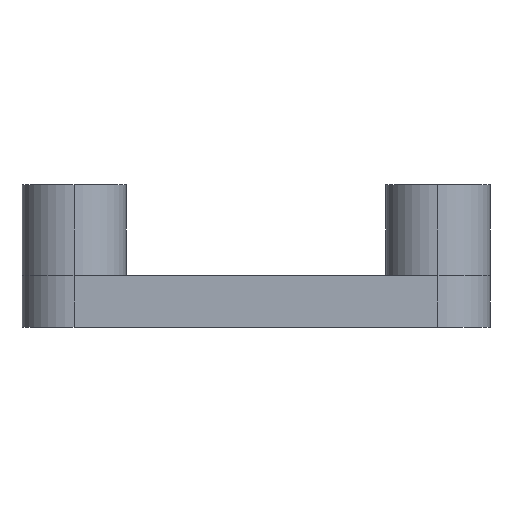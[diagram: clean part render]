
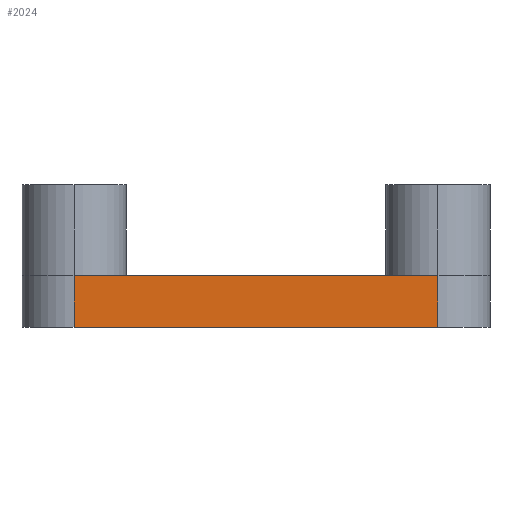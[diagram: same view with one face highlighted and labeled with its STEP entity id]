
A CAD part, left-side view. The second image highlights one B-rep face of the part: STEP entity #2024.
In plain terms, the highlighted planar face has unit normal (-1, 0, 0).
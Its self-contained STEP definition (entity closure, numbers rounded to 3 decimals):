
#95 = EDGE_CURVE ( 'NONE', #1829, #2171, #254, .T. ) ;
#254 = LINE ( 'NONE', #1917, #2962 ) ;
#354 = VERTEX_POINT ( 'NONE', #1235 ) ;
#372 = CARTESIAN_POINT ( 'NONE',  ( -70., -14., -24.391 ) ) ;
#453 = ORIENTED_EDGE ( 'NONE', *, *, #3440, .T. ) ;
#503 = DIRECTION ( 'NONE',  ( -1., 0., 0. ) ) ;
#540 = AXIS2_PLACEMENT_3D ( 'NONE', #1370, #503, #1604 ) ;
#570 = EDGE_LOOP ( 'NONE', ( #3234, #3343, #1799, #453 ) ) ;
#953 = CARTESIAN_POINT ( 'NONE',  ( -70., 14., -24.391 ) ) ;
#1122 = CARTESIAN_POINT ( 'NONE',  ( -70., -18., 38.812 ) ) ;
#1195 = LINE ( 'NONE', #372, #2161 ) ;
#1226 = VECTOR ( 'NONE', #1784, 1000. ) ;
#1227 = LINE ( 'NONE', #953, #1226 ) ;
#1235 = CARTESIAN_POINT ( 'NONE',  ( -70., 14., 38.812 ) ) ;
#1239 = CARTESIAN_POINT ( 'NONE',  ( -70., -14., 34.812 ) ) ;
#1370 = CARTESIAN_POINT ( 'NONE',  ( -70., -18., -24.391 ) ) ;
#1410 = LINE ( 'NONE', #1122, #1452 ) ;
#1452 = VECTOR ( 'NONE', #3412, 1000. ) ;
#1453 = VERTEX_POINT ( 'NONE', #3332 ) ;
#1604 = DIRECTION ( 'NONE',  ( 0., 0., 1. ) ) ;
#1635 = FACE_OUTER_BOUND ( 'NONE', #570, .T. ) ;
#1742 = EDGE_CURVE ( 'NONE', #354, #1829, #1227, .T. ) ;
#1784 = DIRECTION ( 'NONE',  ( 0., 0., -1. ) ) ;
#1799 = ORIENTED_EDGE ( 'NONE', *, *, #95, .T. ) ;
#1829 = VERTEX_POINT ( 'NONE', #2631 ) ;
#1917 = CARTESIAN_POINT ( 'NONE',  ( -70., -18., 34.812 ) ) ;
#2024 = ADVANCED_FACE ( 'NONE', ( #1635 ), #2764, .T. ) ;
#2161 = VECTOR ( 'NONE', #3463, 1000. ) ;
#2171 = VERTEX_POINT ( 'NONE', #1239 ) ;
#2631 = CARTESIAN_POINT ( 'NONE',  ( -70., 14., 34.812 ) ) ;
#2764 = PLANE ( 'NONE',  #540 ) ;
#2962 = VECTOR ( 'NONE', #3048, 1000. ) ;
#3048 = DIRECTION ( 'NONE',  ( 0., -1., 0. ) ) ;
#3234 = ORIENTED_EDGE ( 'NONE', *, *, #3238, .F. ) ;
#3238 = EDGE_CURVE ( 'NONE', #354, #1453, #1410, .T. ) ;
#3332 = CARTESIAN_POINT ( 'NONE',  ( -70., -14., 38.812 ) ) ;
#3343 = ORIENTED_EDGE ( 'NONE', *, *, #1742, .T. ) ;
#3412 = DIRECTION ( 'NONE',  ( 0., -1., 0. ) ) ;
#3440 = EDGE_CURVE ( 'NONE', #2171, #1453, #1195, .T. ) ;
#3463 = DIRECTION ( 'NONE',  ( 0., 0., 1. ) ) ;
